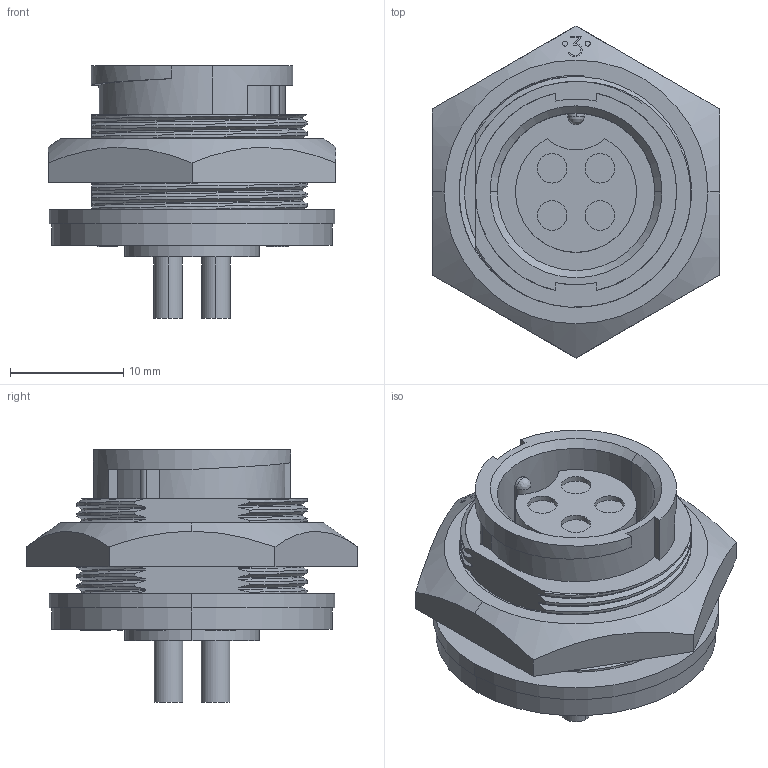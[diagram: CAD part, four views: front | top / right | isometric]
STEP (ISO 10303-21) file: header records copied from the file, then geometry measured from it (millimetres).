
FILE_DESCRIPTION (( 'STEP AP203' ), '1' );
FILE_NAME ('4380-4SG-300.STEP', '2015-03-24T20:04:26', ( '' ), ( '' ), 'SwSTEP 2.0', 'SolidWorks 2014', '' );
FILE_SCHEMA (( 'CONFIG_CONTROL_DESIGN' ));
Length unit declared in the file: inch
Products named in the file (1): 4380-4SG-300
Bounding box: 25.4 x 29.33 x 22.3 mm (x, y, z)
Volume: 5466.7 mm3; surface area: 4236.3 mm2
Topology: 2 solids, 2 shells, 313 faces, 847 edges, 564 vertices
Faces by surface type: plane 145, bspline 81, cylinder 80, cone 7
Entity records: 19644 total; most frequent: CARTESIAN_POINT 12558, ORIENTED_EDGE 1690, DIRECTION 1099, EDGE_CURVE 845, VERTEX_POINT 564, VECTOR 429, LINE 429, EDGE_LOOP 343
